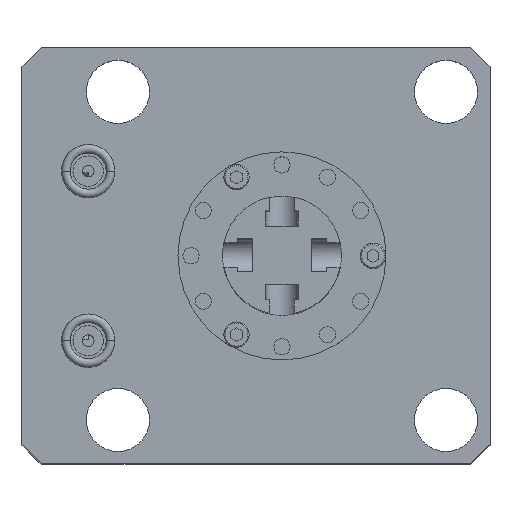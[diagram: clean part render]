
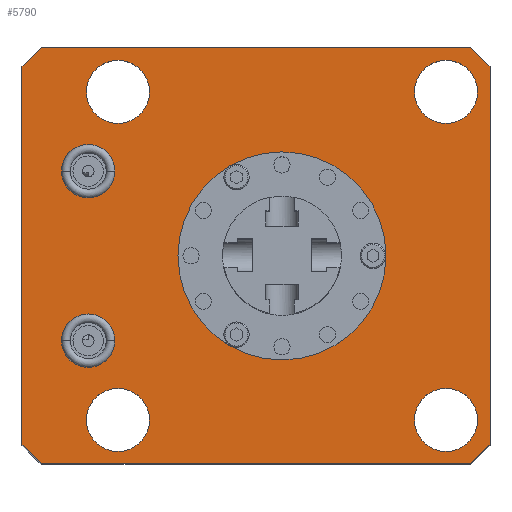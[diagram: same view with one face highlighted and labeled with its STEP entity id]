
A CAD part, top view. The second image highlights one B-rep face of the part: STEP entity #5790.
In plain terms, the highlighted planar face has unit normal (0, 0, 1).
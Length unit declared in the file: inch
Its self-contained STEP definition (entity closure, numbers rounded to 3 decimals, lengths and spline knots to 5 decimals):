
#1135=CARTESIAN_POINT('',(1.38,-1.38,0.985));
#1136=DIRECTION('',(0.,0.,-1.));
#1137=DIRECTION('',(1.,0.,0.));
#1138=AXIS2_PLACEMENT_3D('',#1135,#1136,#1137);
#1143=CARTESIAN_POINT('',(1.38,-1.38,0.985));
#1144=DIRECTION('',(0.,0.,-1.));
#1145=DIRECTION('',(-1.,0.,0.));
#1146=AXIS2_PLACEMENT_3D('',#1143,#1144,#1145);
#1151=CARTESIAN_POINT('',(1.38,1.38,0.985));
#1152=DIRECTION('',(0.,0.,-1.));
#1153=DIRECTION('',(1.,0.,0.));
#1154=AXIS2_PLACEMENT_3D('',#1151,#1152,#1153);
#1159=CARTESIAN_POINT('',(1.38,1.38,0.985));
#1160=DIRECTION('',(0.,0.,-1.));
#1161=DIRECTION('',(-1.,0.,0.));
#1162=AXIS2_PLACEMENT_3D('',#1159,#1160,#1161);
#1167=CARTESIAN_POINT('',(-1.38,-1.38,0.985));
#1168=DIRECTION('',(0.,0.,-1.));
#1169=DIRECTION('',(1.,0.,0.));
#1170=AXIS2_PLACEMENT_3D('',#1167,#1168,#1169);
#1175=CARTESIAN_POINT('',(-1.38,-1.38,0.985));
#1176=DIRECTION('',(0.,0.,-1.));
#1177=DIRECTION('',(-1.,0.,0.));
#1178=AXIS2_PLACEMENT_3D('',#1175,#1176,#1177);
#1183=CARTESIAN_POINT('',(-1.38,1.38,0.985));
#1184=DIRECTION('',(0.,0.,-1.));
#1185=DIRECTION('',(1.,0.,0.));
#1186=AXIS2_PLACEMENT_3D('',#1183,#1184,#1185);
#1191=CARTESIAN_POINT('',(-1.38,1.38,0.985));
#1192=DIRECTION('',(0.,0.,-1.));
#1193=DIRECTION('',(-1.,0.,0.));
#1194=AXIS2_PLACEMENT_3D('',#1191,#1192,#1193);
#1199=CARTESIAN_POINT('',(-1.63,-0.713,0.985));
#1200=DIRECTION('',(0.,0.,1.));
#1201=DIRECTION('',(-1.,0.,0.));
#1202=AXIS2_PLACEMENT_3D('',#1199,#1200,#1201);
#1207=CARTESIAN_POINT('',(-1.63,-0.713,0.985));
#1208=DIRECTION('',(0.,0.,1.));
#1209=DIRECTION('',(1.,0.,0.));
#1210=AXIS2_PLACEMENT_3D('',#1207,#1208,#1209);
#1215=CARTESIAN_POINT('',(-1.63,0.713,0.985));
#1216=DIRECTION('',(0.,0.,1.));
#1217=DIRECTION('',(-1.,0.,0.));
#1218=AXIS2_PLACEMENT_3D('',#1215,#1216,#1217);
#1223=CARTESIAN_POINT('',(-1.63,0.713,0.985));
#1224=DIRECTION('',(0.,0.,1.));
#1225=DIRECTION('',(1.,0.,0.));
#1226=AXIS2_PLACEMENT_3D('',#1223,#1224,#1225);
#1231=DIRECTION('',(0.,-1.,0.));
#1232=VECTOR('',#1231,3.18);
#1233=CARTESIAN_POINT('',(-2.187,1.59,0.985));
#1234=LINE('',#1233,#1232);
#1238=DIRECTION('',(-0.707,-0.707,0.));
#1239=VECTOR('',#1238,0.22627);
#1240=CARTESIAN_POINT('',(-2.027,1.75,0.985));
#1241=LINE('',#1240,#1239);
#1245=DIRECTION('',(-1.,0.,0.));
#1246=VECTOR('',#1245,3.617);
#1247=CARTESIAN_POINT('',(1.59,1.75,0.985));
#1248=LINE('',#1247,#1246);
#1252=DIRECTION('',(-0.707,0.707,0.));
#1253=VECTOR('',#1252,0.22627);
#1254=CARTESIAN_POINT('',(1.75,1.59,0.985));
#1255=LINE('',#1254,#1253);
#1259=DIRECTION('',(0.,1.,0.));
#1260=VECTOR('',#1259,3.18);
#1261=CARTESIAN_POINT('',(1.75,-1.59,0.985));
#1262=LINE('',#1261,#1260);
#1266=DIRECTION('',(0.707,0.707,0.));
#1267=VECTOR('',#1266,0.22627);
#1268=CARTESIAN_POINT('',(1.59,-1.75,0.985));
#1269=LINE('',#1268,#1267);
#1273=DIRECTION('',(1.,0.,0.));
#1274=VECTOR('',#1273,3.617);
#1275=CARTESIAN_POINT('',(-2.027,-1.75,0.985));
#1276=LINE('',#1275,#1274);
#1280=DIRECTION('',(0.707,-0.707,0.));
#1281=VECTOR('',#1280,0.22627);
#1282=CARTESIAN_POINT('',(-2.187,-1.59,0.985));
#1283=LINE('',#1282,#1281);
#1287=CARTESIAN_POINT('',(0.,0.,0.985));
#1288=DIRECTION('',(0.,0.,-1.));
#1289=DIRECTION('',(0.,1.,0.));
#1290=AXIS2_PLACEMENT_3D('',#1287,#1288,#1289);
#1295=CARTESIAN_POINT('',(0.,0.,0.985));
#1296=DIRECTION('',(0.,0.,-1.));
#1297=DIRECTION('',(0.,-1.,0.));
#1298=AXIS2_PLACEMENT_3D('',#1295,#1296,#1297);
#4352=CARTESIAN_POINT('',(-2.187,1.59,0.985));
#4353=CARTESIAN_POINT('',(-2.187,-1.59,0.985));
#4354=VERTEX_POINT('',#4352);
#4355=VERTEX_POINT('',#4353);
#4356=CARTESIAN_POINT('',(-2.027,-1.75,0.985));
#4357=CARTESIAN_POINT('',(1.59,-1.75,0.985));
#4358=VERTEX_POINT('',#4356);
#4359=VERTEX_POINT('',#4357);
#4360=CARTESIAN_POINT('',(1.75,-1.59,0.985));
#4361=CARTESIAN_POINT('',(1.75,1.59,0.985));
#4362=VERTEX_POINT('',#4360);
#4363=VERTEX_POINT('',#4361);
#4364=CARTESIAN_POINT('',(1.59,1.75,0.985));
#4365=CARTESIAN_POINT('',(-2.027,1.75,0.985));
#4366=VERTEX_POINT('',#4364);
#4367=VERTEX_POINT('',#4365);
#4392=CARTESIAN_POINT('',(1.6455,-1.38,0.985));
#4393=CARTESIAN_POINT('',(1.1145,-1.38,0.985));
#4394=VERTEX_POINT('',#4392);
#4395=VERTEX_POINT('',#4393);
#4456=CARTESIAN_POINT('',(-1.8545,-0.713,0.985));
#4457=CARTESIAN_POINT('',(-1.4055,-0.713,0.985));
#4458=VERTEX_POINT('',#4456);
#4459=VERTEX_POINT('',#4457);
#4460=CARTESIAN_POINT('',(-1.8545,0.713,0.985));
#4461=CARTESIAN_POINT('',(-1.4055,0.713,0.985));
#4462=VERTEX_POINT('',#4460);
#4463=VERTEX_POINT('',#4461);
#4551=CARTESIAN_POINT('',(1.6455,1.38,0.985));
#4552=CARTESIAN_POINT('',(1.1145,1.38,0.985));
#4553=VERTEX_POINT('',#4551);
#4554=VERTEX_POINT('',#4552);
#4555=CARTESIAN_POINT('',(-1.1145,-1.38,0.985));
#4556=CARTESIAN_POINT('',(-1.6455,-1.38,0.985));
#4557=VERTEX_POINT('',#4555);
#4558=VERTEX_POINT('',#4556);
#4559=CARTESIAN_POINT('',(-1.1145,1.38,0.985));
#4560=CARTESIAN_POINT('',(-1.6455,1.38,0.985));
#4561=VERTEX_POINT('',#4559);
#4562=VERTEX_POINT('',#4560);
#4716=CARTESIAN_POINT('',(0.,0.875,0.985));
#4717=CARTESIAN_POINT('',(0.,-0.875,0.985));
#4718=VERTEX_POINT('',#4716);
#4719=VERTEX_POINT('',#4717);
#5726=CARTESIAN_POINT('',(0.,0.,0.985));
#5727=DIRECTION('',(0.,0.,1.));
#5728=DIRECTION('',(1.,0.,0.));
#5729=AXIS2_PLACEMENT_3D('',#5726,#5727,#5728);
#5730=PLANE('',#5729);
#5732=ORIENTED_EDGE('',*,*,#5731,.F.);
#5734=ORIENTED_EDGE('',*,*,#5733,.F.);
#5736=ORIENTED_EDGE('',*,*,#5735,.F.);
#5738=ORIENTED_EDGE('',*,*,#5737,.F.);
#5740=ORIENTED_EDGE('',*,*,#5739,.F.);
#5742=ORIENTED_EDGE('',*,*,#5741,.F.);
#5744=ORIENTED_EDGE('',*,*,#5743,.F.);
#5746=ORIENTED_EDGE('',*,*,#5745,.F.);
#5747=EDGE_LOOP('',(#5732,#5734,#5736,#5738,#5740,#5742,#5744,#5746));
#5748=FACE_OUTER_BOUND('',#5747,.F.);
#5750=ORIENTED_EDGE('',*,*,#5749,.F.);
#5752=ORIENTED_EDGE('',*,*,#5751,.F.);
#5753=EDGE_LOOP('',(#5750,#5752));
#5754=FACE_BOUND('',#5753,.F.);
#5756=ORIENTED_EDGE('',*,*,#5755,.F.);
#5758=ORIENTED_EDGE('',*,*,#5757,.F.);
#5759=EDGE_LOOP('',(#5756,#5758));
#5760=FACE_BOUND('',#5759,.F.);
#5762=ORIENTED_EDGE('',*,*,#5761,.F.);
#5764=ORIENTED_EDGE('',*,*,#5763,.F.);
#5765=EDGE_LOOP('',(#5762,#5764));
#5766=FACE_BOUND('',#5765,.F.);
#5768=ORIENTED_EDGE('',*,*,#5767,.T.);
#5770=ORIENTED_EDGE('',*,*,#5769,.T.);
#5771=EDGE_LOOP('',(#5768,#5770));
#5772=FACE_BOUND('',#5771,.F.);
#5774=ORIENTED_EDGE('',*,*,#5773,.T.);
#5776=ORIENTED_EDGE('',*,*,#5775,.T.);
#5777=EDGE_LOOP('',(#5774,#5776));
#5778=FACE_BOUND('',#5777,.F.);
#5780=ORIENTED_EDGE('',*,*,#5779,.F.);
#5782=ORIENTED_EDGE('',*,*,#5781,.F.);
#5783=EDGE_LOOP('',(#5780,#5782));
#5784=FACE_BOUND('',#5783,.F.);
#5786=ORIENTED_EDGE('',*,*,#5785,.F.);
#5787=ORIENTED_EDGE('',*,*,#5716,.F.);
#5788=EDGE_LOOP('',(#5786,#5787));
#5789=FACE_BOUND('',#5788,.F.);
#1139=CIRCLE('',#1138,0.2655);
#1147=CIRCLE('',#1146,0.2655);
#1155=CIRCLE('',#1154,0.2655);
#1163=CIRCLE('',#1162,0.2655);
#1171=CIRCLE('',#1170,0.2655);
#1179=CIRCLE('',#1178,0.2655);
#1187=CIRCLE('',#1186,0.2655);
#1195=CIRCLE('',#1194,0.2655);
#1203=CIRCLE('',#1202,0.2245);
#1211=CIRCLE('',#1210,0.2245);
#1219=CIRCLE('',#1218,0.2245);
#1227=CIRCLE('',#1226,0.2245);
#1291=CIRCLE('',#1290,0.875);
#1299=CIRCLE('',#1298,0.875);
#5716=EDGE_CURVE('',#4719,#4718,#1299,.T.);
#5731=EDGE_CURVE('',#4354,#4355,#1234,.T.);
#5733=EDGE_CURVE('',#4367,#4354,#1241,.T.);
#5735=EDGE_CURVE('',#4366,#4367,#1248,.T.);
#5737=EDGE_CURVE('',#4363,#4366,#1255,.T.);
#5739=EDGE_CURVE('',#4362,#4363,#1262,.T.);
#5741=EDGE_CURVE('',#4359,#4362,#1269,.T.);
#5743=EDGE_CURVE('',#4358,#4359,#1276,.T.);
#5745=EDGE_CURVE('',#4355,#4358,#1283,.T.);
#5749=EDGE_CURVE('',#4553,#4554,#1155,.T.);
#5751=EDGE_CURVE('',#4554,#4553,#1163,.T.);
#5755=EDGE_CURVE('',#4557,#4558,#1171,.T.);
#5757=EDGE_CURVE('',#4558,#4557,#1179,.T.);
#5761=EDGE_CURVE('',#4561,#4562,#1187,.T.);
#5763=EDGE_CURVE('',#4562,#4561,#1195,.T.);
#5767=EDGE_CURVE('',#4458,#4459,#1203,.T.);
#5769=EDGE_CURVE('',#4459,#4458,#1211,.T.);
#5773=EDGE_CURVE('',#4462,#4463,#1219,.T.);
#5775=EDGE_CURVE('',#4463,#4462,#1227,.T.);
#5779=EDGE_CURVE('',#4394,#4395,#1139,.T.);
#5781=EDGE_CURVE('',#4395,#4394,#1147,.T.);
#5785=EDGE_CURVE('',#4718,#4719,#1291,.T.);
#5790=ADVANCED_FACE('',(#5748,#5754,#5760,#5766,#5772,#5778,#5784,#5789),#5730,
.T.);
